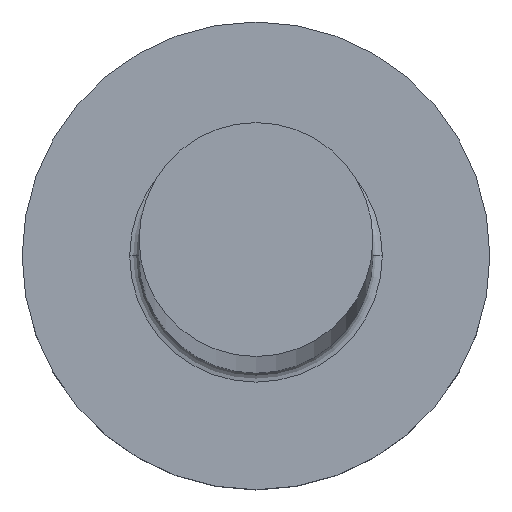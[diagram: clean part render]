
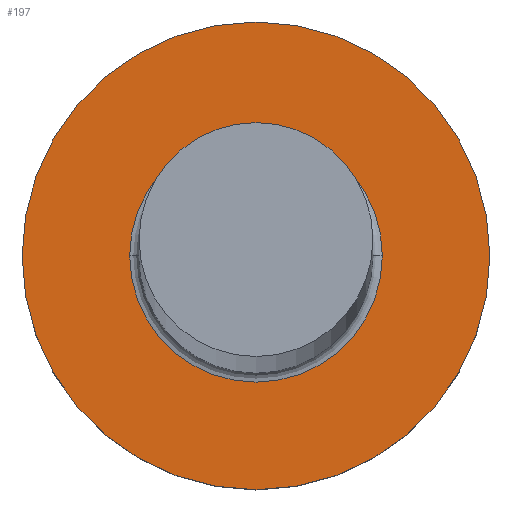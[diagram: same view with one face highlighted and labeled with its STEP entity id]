
A CAD part, top view. The second image highlights one B-rep face of the part: STEP entity #197.
In plain terms, the highlighted planar face has unit normal (0, 0, 1).
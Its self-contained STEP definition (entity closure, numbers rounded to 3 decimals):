
#8 = CIRCLE ( 'NONE', #51, 2.7 ) ;
#12 = VERTEX_POINT ( 'NONE', #20 ) ;
#15 = ORIENTED_EDGE ( 'NONE', *, *, #92, .T. ) ;
#20 = CARTESIAN_POINT ( 'NONE',  ( 5., 0., 3. ) ) ;
#22 = VERTEX_POINT ( 'NONE', #86 ) ;
#24 = DIRECTION ( 'NONE',  ( 1., 0., 0. ) ) ;
#25 = EDGE_CURVE ( 'NONE', #230, #22, #8, .T. ) ;
#37 = DIRECTION ( 'NONE',  ( 1., 0., 0. ) ) ;
#41 = EDGE_LOOP ( 'NONE', ( #15, #198 ) ) ;
#43 = DIRECTION ( 'NONE',  ( 0., 0., -1. ) ) ;
#45 = DIRECTION ( 'NONE',  ( 1., 0., 0. ) ) ;
#51 = AXIS2_PLACEMENT_3D ( 'NONE', #239, #114, #24 ) ;
#56 = CIRCLE ( 'NONE', #199, 5. ) ;
#67 = CIRCLE ( 'NONE', #174, 5. ) ;
#74 = AXIS2_PLACEMENT_3D ( 'NONE', #162, #43, #117 ) ;
#81 = ORIENTED_EDGE ( 'NONE', *, *, #195, .T. ) ;
#85 = FACE_BOUND ( 'NONE', #41, .T. ) ;
#86 = CARTESIAN_POINT ( 'NONE',  ( 2.7, 0., 3. ) ) ;
#88 = DIRECTION ( 'NONE',  ( 0., 0., 1. ) ) ;
#91 = EDGE_LOOP ( 'NONE', ( #211, #81 ) ) ;
#92 = EDGE_CURVE ( 'NONE', #22, #230, #217, .T. ) ;
#114 = DIRECTION ( 'NONE',  ( 0., 0., -1. ) ) ;
#117 = DIRECTION ( 'NONE',  ( 1., 0., 0. ) ) ;
#138 = PLANE ( 'NONE',  #240 ) ;
#149 = DIRECTION ( 'NONE',  ( 0., 0., 1. ) ) ;
#162 = CARTESIAN_POINT ( 'NONE',  ( 0., 0., 3. ) ) ;
#174 = AXIS2_PLACEMENT_3D ( 'NONE', #200, #272, #37 ) ;
#180 = VERTEX_POINT ( 'NONE', #234 ) ;
#181 = FACE_OUTER_BOUND ( 'NONE', #91, .T. ) ;
#195 = EDGE_CURVE ( 'NONE', #12, #180, #56, .T. ) ;
#197 = ADVANCED_FACE ( 'NONE', ( #85, #181 ), #138, .T. ) ;
#198 = ORIENTED_EDGE ( 'NONE', *, *, #25, .T. ) ;
#199 = AXIS2_PLACEMENT_3D ( 'NONE', #304, #88, #45 ) ;
#200 = CARTESIAN_POINT ( 'NONE',  ( 0., 0., 3. ) ) ;
#211 = ORIENTED_EDGE ( 'NONE', *, *, #245, .T. ) ;
#217 = CIRCLE ( 'NONE', #74, 2.7 ) ;
#227 = DIRECTION ( 'NONE',  ( 1., 0., 0. ) ) ;
#230 = VERTEX_POINT ( 'NONE', #250 ) ;
#234 = CARTESIAN_POINT ( 'NONE',  ( -5., 0., 3. ) ) ;
#238 = CARTESIAN_POINT ( 'NONE',  ( 0., 0., 3. ) ) ;
#239 = CARTESIAN_POINT ( 'NONE',  ( 0., 0., 3. ) ) ;
#240 = AXIS2_PLACEMENT_3D ( 'NONE', #238, #149, #227 ) ;
#245 = EDGE_CURVE ( 'NONE', #180, #12, #67, .T. ) ;
#250 = CARTESIAN_POINT ( 'NONE',  ( -2.7, 0., 3. ) ) ;
#272 = DIRECTION ( 'NONE',  ( 0., 0., 1. ) ) ;
#304 = CARTESIAN_POINT ( 'NONE',  ( 0., 0., 3. ) ) ;
